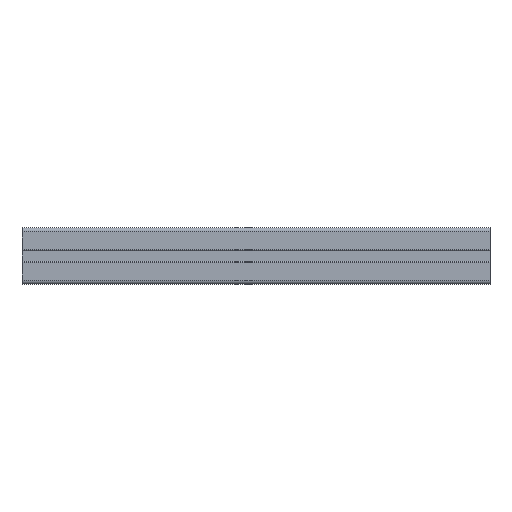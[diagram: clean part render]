
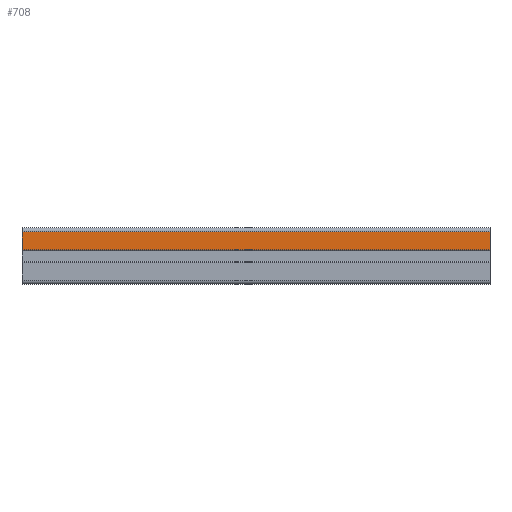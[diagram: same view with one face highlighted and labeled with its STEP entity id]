
A CAD part, left-side view. The second image highlights one B-rep face of the part: STEP entity #708.
In plain terms, the highlighted planar face has unit normal (-1, 0, 0).
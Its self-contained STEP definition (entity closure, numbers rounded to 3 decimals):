
#119 = VERTEX_POINT ( 'NONE', #657 ) ;
#330 = EDGE_LOOP ( 'NONE', ( #1207, #1966, #354, #1461 ) ) ;
#354 = ORIENTED_EDGE ( 'NONE', *, *, #517, .F. ) ;
#369 = VECTOR ( 'NONE', #499, 1000. ) ;
#476 = EDGE_CURVE ( 'NONE', #2348, #119, #955, .T. ) ;
#499 = DIRECTION ( 'NONE',  ( 0., -1., 0. ) ) ;
#517 = EDGE_CURVE ( 'NONE', #2348, #607, #1609, .T. ) ;
#607 = VERTEX_POINT ( 'NONE', #1308 ) ;
#643 = LINE ( 'NONE', #1647, #369 ) ;
#657 = CARTESIAN_POINT ( 'NONE',  ( 0., 0., -11.6 ) ) ;
#708 = ADVANCED_FACE ( 'NONE', ( #1580 ), #945, .F. ) ;
#796 = CARTESIAN_POINT ( 'NONE',  ( 0., 250., -11.6 ) ) ;
#809 = VECTOR ( 'NONE', #972, 1000. ) ;
#839 = EDGE_CURVE ( 'NONE', #119, #1740, #2098, .T. ) ;
#945 = PLANE ( 'NONE',  #1394 ) ;
#955 = LINE ( 'NONE', #796, #1665 ) ;
#972 = DIRECTION ( 'NONE',  ( 0., 0., 1. ) ) ;
#1066 = CARTESIAN_POINT ( 'NONE',  ( 0., 0., -2. ) ) ;
#1207 = ORIENTED_EDGE ( 'NONE', *, *, #839, .T. ) ;
#1308 = CARTESIAN_POINT ( 'NONE',  ( 0., 250., -2. ) ) ;
#1394 = AXIS2_PLACEMENT_3D ( 'NONE', #1533, #2081, #1900 ) ;
#1461 = ORIENTED_EDGE ( 'NONE', *, *, #476, .T. ) ;
#1498 = DIRECTION ( 'NONE',  ( 0., 0., 1. ) ) ;
#1516 = CARTESIAN_POINT ( 'NONE',  ( 0., 250., -2. ) ) ;
#1533 = CARTESIAN_POINT ( 'NONE',  ( 0., 250., -2. ) ) ;
#1580 = FACE_OUTER_BOUND ( 'NONE', #330, .T. ) ;
#1609 = LINE ( 'NONE', #1516, #2420 ) ;
#1647 = CARTESIAN_POINT ( 'NONE',  ( 0., 250., -2. ) ) ;
#1665 = VECTOR ( 'NONE', #1919, 1000. ) ;
#1740 = VERTEX_POINT ( 'NONE', #1066 ) ;
#1900 = DIRECTION ( 'NONE',  ( 0., 0., -1. ) ) ;
#1919 = DIRECTION ( 'NONE',  ( 0., -1., 0. ) ) ;
#1931 = CARTESIAN_POINT ( 'NONE',  ( 0., 0., -2. ) ) ;
#1966 = ORIENTED_EDGE ( 'NONE', *, *, #2050, .F. ) ;
#2029 = CARTESIAN_POINT ( 'NONE',  ( 0., 250., -11.6 ) ) ;
#2050 = EDGE_CURVE ( 'NONE', #607, #1740, #643, .T. ) ;
#2081 = DIRECTION ( 'NONE',  ( 1., 0., 0. ) ) ;
#2098 = LINE ( 'NONE', #1931, #809 ) ;
#2348 = VERTEX_POINT ( 'NONE', #2029 ) ;
#2420 = VECTOR ( 'NONE', #1498, 1000. ) ;
